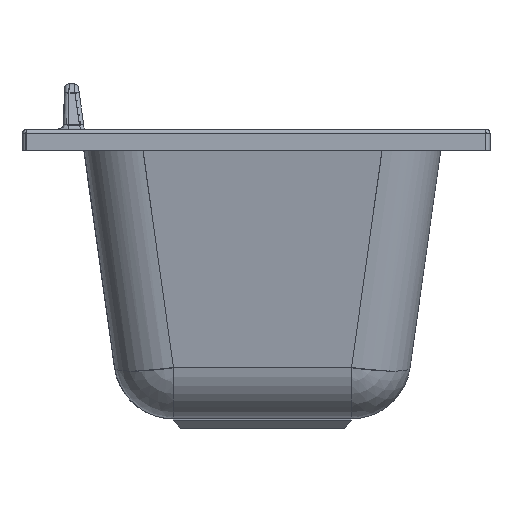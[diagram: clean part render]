
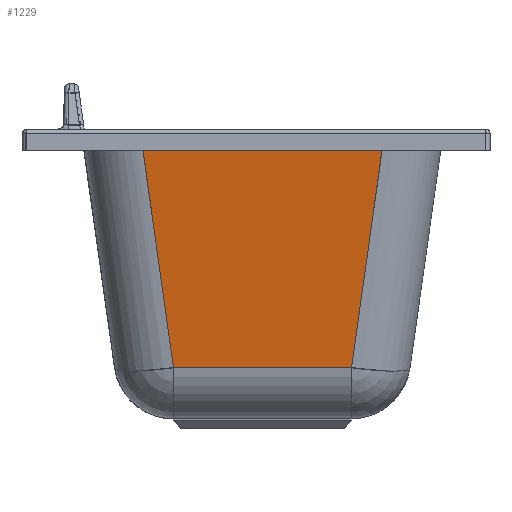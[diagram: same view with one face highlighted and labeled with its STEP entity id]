
A CAD part, front view. The second image highlights one B-rep face of the part: STEP entity #1229.
In plain terms, the highlighted face is planar.
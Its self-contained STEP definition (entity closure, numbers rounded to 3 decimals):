
#1011=CARTESIAN_POINT('',(774.854,205.779,473.278));
#1012=VERTEX_POINT('',#1011);
#1013=CARTESIAN_POINT('',(721.941,152.865,96.779));
#1014=VERTEX_POINT('',#1013);
#1015=CARTESIAN_POINT('',(774.854,205.779,473.278));
#1016=DIRECTION('',(-0.138,-0.138,-0.981));
#1017=VECTOR('',#1016,383.864);
#1018=LINE('',#1015,#1017);
#1019=EDGE_CURVE('',#1012,#1014,#1018,.T.);
#1199=CARTESIAN_POINT('',(775.701,0.0,479.304));
#1200=DIRECTION('',(-0.99,0.0,0.139));
#1201=DIRECTION('',(0.139,0.0,0.99));
#1202=AXIS2_PLACEMENT_3D('',#1199,#1200,#1201);
#1203=PLANE('',#1202);
#1204=CARTESIAN_POINT('',(774.854,-185.779,473.278));
#1205=VERTEX_POINT('',#1204);
#1206=CARTESIAN_POINT('',(721.941,-132.865,96.779));
#1207=VERTEX_POINT('',#1206);
#1208=CARTESIAN_POINT('',(774.854,-185.779,473.278));
#1209=DIRECTION('',(-0.138,0.138,-0.981));
#1210=VECTOR('',#1209,383.864);
#1211=LINE('',#1208,#1210);
#1212=EDGE_CURVE('',#1205,#1207,#1211,.T.);
#1213=ORIENTED_EDGE('',*,*,#1212,.T.);
#1214=CARTESIAN_POINT('',(721.941,-132.865,96.779));
#1215=DIRECTION('',(0.0,1.0,0.0));
#1216=VECTOR('',#1215,285.731);
#1217=LINE('',#1214,#1216);
#1218=EDGE_CURVE('',#1207,#1014,#1217,.T.);
#1219=ORIENTED_EDGE('',*,*,#1218,.T.);
#1220=ORIENTED_EDGE('',*,*,#1019,.F.);
#1221=CARTESIAN_POINT('',(774.854,-185.779,473.278));
#1222=DIRECTION('',(0.0,1.0,0.0));
#1223=VECTOR('',#1222,391.558);
#1224=LINE('',#1221,#1223);
#1225=EDGE_CURVE('',#1012,#1205,#1224,.F.);
#1226=ORIENTED_EDGE('',*,*,#1225,.T.);
#1227=EDGE_LOOP('',(#1213,#1219,#1220,#1226));
#1228=FACE_OUTER_BOUND('',#1227,.T.);
#1229=ADVANCED_FACE('',(#1228),#1203,.F.);
